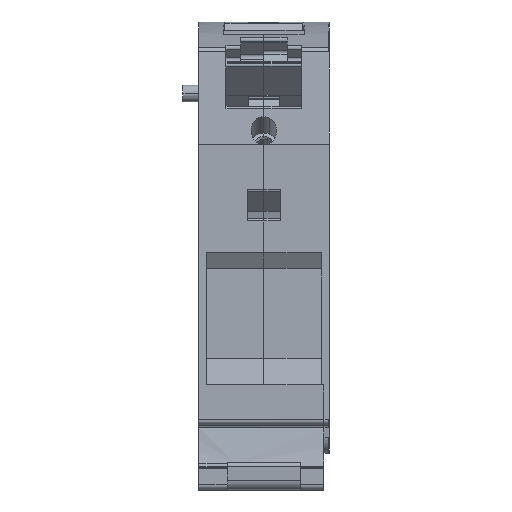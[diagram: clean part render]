
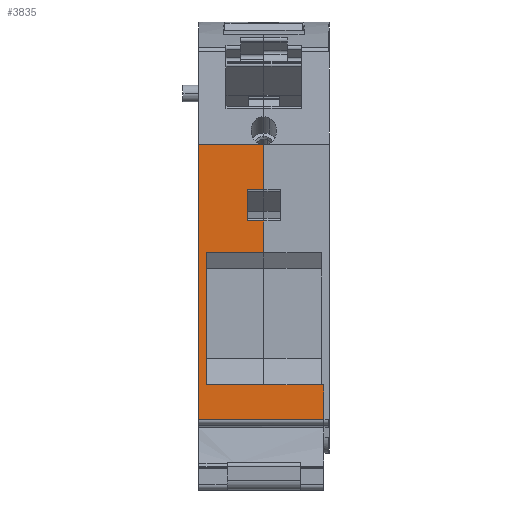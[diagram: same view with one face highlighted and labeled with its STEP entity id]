
A CAD part, front view. The second image highlights one B-rep face of the part: STEP entity #3835.
In plain terms, the highlighted planar face has unit normal (0, -1, 0).
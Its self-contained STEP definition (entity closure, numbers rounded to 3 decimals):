
#3725=AXIS2_PLACEMENT_3D('Plane Axis2P3D',#3722,#3723,#3724) ;
#579=CARTESIAN_POINT('Vertex',(27.,1.529,20.15)) ;
#582=CARTESIAN_POINT('Line Origine',(27.,1.529,6.725)) ;
#586=CARTESIAN_POINT('Vertex',(27.,1.529,13.45)) ;
#1335=CARTESIAN_POINT('Vertex',(3.,1.529,66.15)) ;
#1890=CARTESIAN_POINT('Vertex',(3.,1.529,13.45)) ;
#1893=CARTESIAN_POINT('Line Origine',(3.,1.529,39.8)) ;
#3703=CARTESIAN_POINT('Line Origine',(26.75,1.529,20.15)) ;
#3707=CARTESIAN_POINT('Vertex',(26.5,1.529,20.15)) ;
#3722=CARTESIAN_POINT('Axis2P3D Location',(3.,1.529,13.45)) ;
#3727=CARTESIAN_POINT('Line Origine',(26.5,1.529,20.147)) ;
#3731=CARTESIAN_POINT('Vertex',(26.5,1.529,20.144)) ;
#3734=CARTESIAN_POINT('Line Origine',(15.5,1.529,20.144)) ;
#3738=CARTESIAN_POINT('Vertex',(4.5,1.529,20.144)) ;
#3741=CARTESIAN_POINT('Line Origine',(4.5,1.529,32.789)) ;
#3745=CARTESIAN_POINT('Vertex',(4.5,1.529,45.434)) ;
#3748=CARTESIAN_POINT('Line Origine',(10.,1.529,45.434)) ;
#3752=CARTESIAN_POINT('Vertex',(15.5,1.529,45.434)) ;
#3755=CARTESIAN_POINT('Line Origine',(15.5,1.529,45.636)) ;
#3759=CARTESIAN_POINT('Vertex',(15.5,1.529,45.839)) ;
#3762=CARTESIAN_POINT('Line Origine',(15.5,1.529,48.684)) ;
#3766=CARTESIAN_POINT('Vertex',(15.5,1.529,51.53)) ;
#3769=CARTESIAN_POINT('Line Origine',(13.9,1.529,51.53)) ;
#3773=CARTESIAN_POINT('Vertex',(12.3,1.529,51.53)) ;
#3776=CARTESIAN_POINT('Line Origine',(12.3,1.529,54.5)) ;
#3780=CARTESIAN_POINT('Vertex',(12.3,1.529,57.47)) ;
#3783=CARTESIAN_POINT('Line Origine',(13.9,1.529,57.47)) ;
#3787=CARTESIAN_POINT('Vertex',(15.5,1.529,57.47)) ;
#3790=CARTESIAN_POINT('Line Origine',(15.5,1.529,61.805)) ;
#3794=CARTESIAN_POINT('Vertex',(15.5,1.529,66.14)) ;
#3798=CARTESIAN_POINT('Control Point',(15.293,1.529,66.15)) ;
#3799=CARTESIAN_POINT('Control Point',(15.334,1.529,66.146)) ;
#3800=CARTESIAN_POINT('Control Point',(15.375,1.529,66.143)) ;
#3801=CARTESIAN_POINT('Control Point',(15.417,1.529,66.141)) ;
#3802=CARTESIAN_POINT('Control Point',(15.458,1.529,66.14)) ;
#3803=CARTESIAN_POINT('Control Point',(15.5,1.529,66.14)) ;
#3804=CARTESIAN_POINT('Vertex',(15.293,1.529,66.15)) ;
#3807=CARTESIAN_POINT('Line Origine',(9.146,1.529,66.15)) ;
#3812=CARTESIAN_POINT('Line Origine',(15.,1.529,13.45)) ;
#583=DIRECTION('Vector Direction',(0.,0.,1.)) ;
#1894=DIRECTION('Vector Direction',(0.,0.,1.)) ;
#3704=DIRECTION('Vector Direction',(-1.,0.,0.)) ;
#3723=DIRECTION('Axis2P3D Direction',(0.,1.,0.)) ;
#3724=DIRECTION('Axis2P3D XDirection',(0.,0.,1.)) ;
#3728=DIRECTION('Vector Direction',(0.,0.,-1.)) ;
#3735=DIRECTION('Vector Direction',(-1.,0.,0.)) ;
#3742=DIRECTION('Vector Direction',(0.,0.,-1.)) ;
#3749=DIRECTION('Vector Direction',(-1.,0.,0.)) ;
#3756=DIRECTION('Vector Direction',(0.,0.,1.)) ;
#3763=DIRECTION('Vector Direction',(0.,0.,1.)) ;
#3770=DIRECTION('Vector Direction',(-1.,0.,0.)) ;
#3777=DIRECTION('Vector Direction',(0.,0.,1.)) ;
#3784=DIRECTION('Vector Direction',(-1.,0.,0.)) ;
#3791=DIRECTION('Vector Direction',(0.,0.,1.)) ;
#3808=DIRECTION('Vector Direction',(1.,0.,0.)) ;
#3813=DIRECTION('Vector Direction',(1.,0.,0.)) ;
#584=VECTOR('Line Direction',#583,1.) ;
#1895=VECTOR('Line Direction',#1894,1.) ;
#3705=VECTOR('Line Direction',#3704,1.) ;
#3729=VECTOR('Line Direction',#3728,1.) ;
#3736=VECTOR('Line Direction',#3735,1.) ;
#3743=VECTOR('Line Direction',#3742,1.) ;
#3750=VECTOR('Line Direction',#3749,1.) ;
#3757=VECTOR('Line Direction',#3756,1.) ;
#3764=VECTOR('Line Direction',#3763,1.) ;
#3771=VECTOR('Line Direction',#3770,1.) ;
#3778=VECTOR('Line Direction',#3777,1.) ;
#3785=VECTOR('Line Direction',#3784,1.) ;
#3792=VECTOR('Line Direction',#3791,1.) ;
#3809=VECTOR('Line Direction',#3808,1.) ;
#3814=VECTOR('Line Direction',#3813,1.) ;
#3818=ORIENTED_EDGE('',*,*,#588,.F.) ;
#3819=ORIENTED_EDGE('',*,*,#3709,.T.) ;
#3820=ORIENTED_EDGE('',*,*,#3733,.T.) ;
#3821=ORIENTED_EDGE('',*,*,#3740,.T.) ;
#3822=ORIENTED_EDGE('',*,*,#3747,.F.) ;
#3823=ORIENTED_EDGE('',*,*,#3754,.F.) ;
#3824=ORIENTED_EDGE('',*,*,#3761,.F.) ;
#3825=ORIENTED_EDGE('',*,*,#3768,.F.) ;
#3826=ORIENTED_EDGE('',*,*,#3775,.T.) ;
#3827=ORIENTED_EDGE('',*,*,#3782,.F.) ;
#3828=ORIENTED_EDGE('',*,*,#3789,.F.) ;
#3829=ORIENTED_EDGE('',*,*,#3796,.T.) ;
#3830=ORIENTED_EDGE('',*,*,#3806,.F.) ;
#3831=ORIENTED_EDGE('',*,*,#3811,.F.) ;
#3832=ORIENTED_EDGE('',*,*,#1897,.F.) ;
#3833=ORIENTED_EDGE('',*,*,#3816,.T.) ;
#3835=ADVANCED_FACE('MLD L',(#3834),#3726,.F.) ;
#3797=B_SPLINE_CURVE_WITH_KNOTS('',5,(#3798,#3799,#3800,#3801,#3802,#3803),.UNSPECIFIED.,.F.,.U.,(6,6),(0.,0.294),.UNSPECIFIED.) ;
#588=EDGE_CURVE('',#580,#587,#585,.F.) ;
#1897=EDGE_CURVE('',#1891,#1336,#1896,.T.) ;
#3709=EDGE_CURVE('',#580,#3708,#3706,.T.) ;
#3733=EDGE_CURVE('',#3708,#3732,#3730,.T.) ;
#3740=EDGE_CURVE('',#3732,#3739,#3737,.T.) ;
#3747=EDGE_CURVE('',#3746,#3739,#3744,.T.) ;
#3754=EDGE_CURVE('',#3753,#3746,#3751,.T.) ;
#3761=EDGE_CURVE('',#3760,#3753,#3758,.F.) ;
#3768=EDGE_CURVE('',#3767,#3760,#3765,.F.) ;
#3775=EDGE_CURVE('',#3767,#3774,#3772,.T.) ;
#3782=EDGE_CURVE('',#3781,#3774,#3779,.F.) ;
#3789=EDGE_CURVE('',#3788,#3781,#3786,.T.) ;
#3796=EDGE_CURVE('',#3788,#3795,#3793,.T.) ;
#3806=EDGE_CURVE('',#3805,#3795,#3797,.T.) ;
#3811=EDGE_CURVE('',#1336,#3805,#3810,.T.) ;
#3816=EDGE_CURVE('',#1891,#587,#3815,.T.) ;
#3817=EDGE_LOOP('',(#3818,#3819,#3820,#3821,#3822,#3823,#3824,#3825,#3826,#3827,#3828,#3829,#3830,#3831,#3832,#3833)) ;
#3834=FACE_OUTER_BOUND('',#3817,.T.) ;
#585=LINE('Line',#582,#584) ;
#1896=LINE('Line',#1893,#1895) ;
#3706=LINE('Line',#3703,#3705) ;
#3730=LINE('Line',#3727,#3729) ;
#3737=LINE('Line',#3734,#3736) ;
#3744=LINE('Line',#3741,#3743) ;
#3751=LINE('Line',#3748,#3750) ;
#3758=LINE('Line',#3755,#3757) ;
#3765=LINE('Line',#3762,#3764) ;
#3772=LINE('Line',#3769,#3771) ;
#3779=LINE('Line',#3776,#3778) ;
#3786=LINE('Line',#3783,#3785) ;
#3793=LINE('Line',#3790,#3792) ;
#3810=LINE('Line',#3807,#3809) ;
#3815=LINE('Line',#3812,#3814) ;
#3726=PLANE('',#3725) ;
#580=VERTEX_POINT('',#579) ;
#587=VERTEX_POINT('',#586) ;
#1336=VERTEX_POINT('',#1335) ;
#1891=VERTEX_POINT('',#1890) ;
#3708=VERTEX_POINT('',#3707) ;
#3732=VERTEX_POINT('',#3731) ;
#3739=VERTEX_POINT('',#3738) ;
#3746=VERTEX_POINT('',#3745) ;
#3753=VERTEX_POINT('',#3752) ;
#3760=VERTEX_POINT('',#3759) ;
#3767=VERTEX_POINT('',#3766) ;
#3774=VERTEX_POINT('',#3773) ;
#3781=VERTEX_POINT('',#3780) ;
#3788=VERTEX_POINT('',#3787) ;
#3795=VERTEX_POINT('',#3794) ;
#3805=VERTEX_POINT('',#3804) ;
